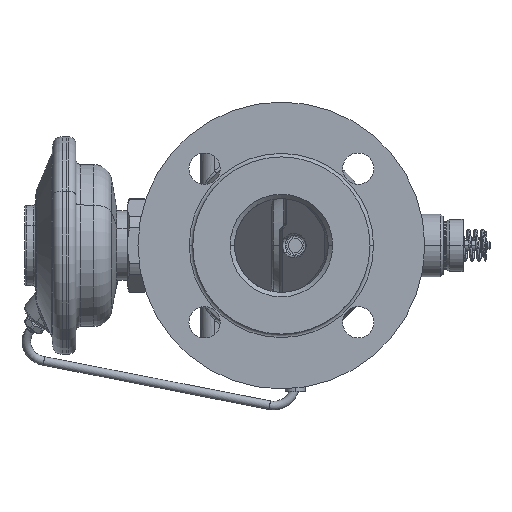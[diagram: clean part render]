
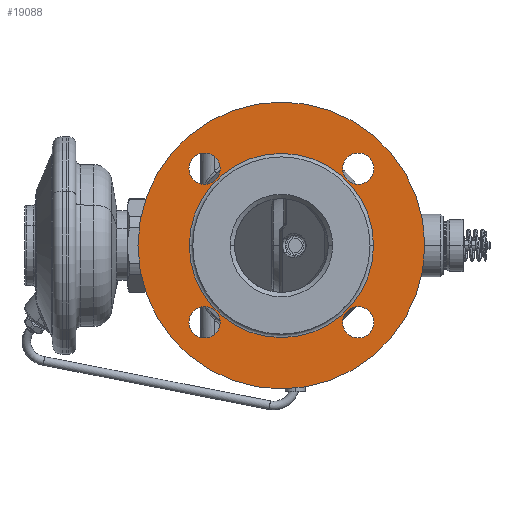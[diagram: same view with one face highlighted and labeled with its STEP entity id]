
A CAD part, left-side view. The second image highlights one B-rep face of the part: STEP entity #19088.
In plain terms, the highlighted planar face has unit normal (-1, 0, 0).
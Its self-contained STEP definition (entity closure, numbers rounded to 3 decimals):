
#822=CARTESIAN_POINT('',(-112.,-41.8,0.));
#823=DIRECTION('',(-1.,0.,0.));
#824=DIRECTION('',(0.,1.,0.));
#825=AXIS2_PLACEMENT_3D('',#822,#823,#824);
#827=CARTESIAN_POINT('',(-112.,-41.8,0.));
#828=DIRECTION('',(1.,0.,0.));
#829=DIRECTION('',(0.,1.,0.));
#830=AXIS2_PLACEMENT_3D('',#827,#828,#829);
#832=CARTESIAN_POINT('',(-112.,2.394,44.194));
#833=DIRECTION('',(-1.,0.,0.));
#834=DIRECTION('',(0.,0.,1.));
#835=AXIS2_PLACEMENT_3D('',#832,#833,#834);
#837=CARTESIAN_POINT('',(-112.,2.394,44.194));
#838=DIRECTION('',(-1.,0.,0.));
#839=DIRECTION('',(0.,0.,-1.));
#840=AXIS2_PLACEMENT_3D('',#837,#838,#839);
#842=CARTESIAN_POINT('',(-112.,2.394,-44.194));
#843=DIRECTION('',(-1.,0.,0.));
#844=DIRECTION('',(0.,0.,1.));
#845=AXIS2_PLACEMENT_3D('',#842,#843,#844);
#847=CARTESIAN_POINT('',(-112.,2.394,-44.194));
#848=DIRECTION('',(-1.,0.,0.));
#849=DIRECTION('',(0.,0.,-1.));
#850=AXIS2_PLACEMENT_3D('',#847,#848,#849);
#852=CARTESIAN_POINT('',(-112.,-85.994,-44.194));
#853=DIRECTION('',(-1.,0.,0.));
#854=DIRECTION('',(0.,0.,1.));
#855=AXIS2_PLACEMENT_3D('',#852,#853,#854);
#857=CARTESIAN_POINT('',(-112.,-85.994,-44.194));
#858=DIRECTION('',(-1.,0.,0.));
#859=DIRECTION('',(0.,0.,-1.));
#860=AXIS2_PLACEMENT_3D('',#857,#858,#859);
#862=CARTESIAN_POINT('',(-112.,-85.994,44.194));
#863=DIRECTION('',(-1.,0.,0.));
#864=DIRECTION('',(0.,0.,1.));
#865=AXIS2_PLACEMENT_3D('',#862,#863,#864);
#867=CARTESIAN_POINT('',(-112.,-85.994,44.194));
#868=DIRECTION('',(-1.,0.,0.));
#869=DIRECTION('',(0.,0.,-1.));
#870=AXIS2_PLACEMENT_3D('',#867,#868,#869);
#872=CARTESIAN_POINT('',(-112.,-41.8,0.));
#873=DIRECTION('',(1.,0.,0.));
#874=DIRECTION('',(0.,1.,0.));
#875=AXIS2_PLACEMENT_3D('',#872,#873,#874);
#887=CARTESIAN_POINT('',(-112.,-41.8,0.));
#888=DIRECTION('',(-1.,0.,0.));
#889=DIRECTION('',(0.,1.,0.));
#890=AXIS2_PLACEMENT_3D('',#887,#888,#889);
#16135=CARTESIAN_POINT('',(-112.,40.7,0.));
#16137=VERTEX_POINT('',#16135);
#16138=CARTESIAN_POINT('',(-112.,11.2,0.));
#16140=VERTEX_POINT('',#16138);
#16181=CARTESIAN_POINT('',(-112.,-124.3,0.));
#16183=VERTEX_POINT('',#16181);
#16184=CARTESIAN_POINT('',(-112.,-94.8,0.));
#16186=VERTEX_POINT('',#16184);
#16247=CARTESIAN_POINT('',(-112.,2.394,53.194));
#16248=CARTESIAN_POINT('',(-112.,2.394,35.194));
#16249=VERTEX_POINT('',#16247);
#16250=VERTEX_POINT('',#16248);
#16251=CARTESIAN_POINT('',(-112.,2.394,-35.194));
#16252=CARTESIAN_POINT('',(-112.,2.394,-53.194));
#16253=VERTEX_POINT('',#16251);
#16254=VERTEX_POINT('',#16252);
#16255=CARTESIAN_POINT('',(-112.,-85.994,-35.194));
#16256=CARTESIAN_POINT('',(-112.,-85.994,-53.194));
#16257=VERTEX_POINT('',#16255);
#16258=VERTEX_POINT('',#16256);
#16259=CARTESIAN_POINT('',(-112.,-85.994,53.194));
#16260=CARTESIAN_POINT('',(-112.,-85.994,35.194));
#16261=VERTEX_POINT('',#16259);
#16262=VERTEX_POINT('',#16260);
#19049=CARTESIAN_POINT('',(-112.,-41.8,0.));
#19050=DIRECTION('',(1.,0.,0.));
#19051=DIRECTION('',(0.,-1.,0.));
#19052=AXIS2_PLACEMENT_3D('',#19049,#19050,#19051);
#19053=PLANE('',#19052);
#19054=ORIENTED_EDGE('',*,*,#19042,.F.);
#19055=ORIENTED_EDGE('',*,*,#19031,.T.);
#19056=EDGE_LOOP('',(#19054,#19055));
#19057=FACE_OUTER_BOUND('',#19056,.F.);
#19059=ORIENTED_EDGE('',*,*,#19058,.F.);
#19061=ORIENTED_EDGE('',*,*,#19060,.T.);
#19062=EDGE_LOOP('',(#19059,#19061));
#19063=FACE_BOUND('',#19062,.F.);
#19065=ORIENTED_EDGE('',*,*,#19064,.T.);
#19067=ORIENTED_EDGE('',*,*,#19066,.T.);
#19068=EDGE_LOOP('',(#19065,#19067));
#19069=FACE_BOUND('',#19068,.F.);
#19071=ORIENTED_EDGE('',*,*,#19070,.T.);
#19073=ORIENTED_EDGE('',*,*,#19072,.T.);
#19074=EDGE_LOOP('',(#19071,#19073));
#19075=FACE_BOUND('',#19074,.F.);
#19077=ORIENTED_EDGE('',*,*,#19076,.T.);
#19079=ORIENTED_EDGE('',*,*,#19078,.T.);
#19080=EDGE_LOOP('',(#19077,#19079));
#19081=FACE_BOUND('',#19080,.F.);
#19083=ORIENTED_EDGE('',*,*,#19082,.T.);
#19085=ORIENTED_EDGE('',*,*,#19084,.T.);
#19086=EDGE_LOOP('',(#19083,#19085));
#19087=FACE_BOUND('',#19086,.F.);
#19088=ADVANCED_FACE('',(#19057,#19063,#19069,#19075,#19081,#19087),#19053,.F.);
#826=CIRCLE('',#825,82.5);
#831=CIRCLE('',#830,82.5);
#836=CIRCLE('',#835,9.);
#841=CIRCLE('',#840,9.);
#846=CIRCLE('',#845,9.);
#851=CIRCLE('',#850,9.);
#856=CIRCLE('',#855,9.);
#861=CIRCLE('',#860,9.);
#866=CIRCLE('',#865,9.);
#871=CIRCLE('',#870,9.);
#876=CIRCLE('',#875,53.);
#891=CIRCLE('',#890,53.);
#19031=EDGE_CURVE('',#16137,#16183,#831,.T.);
#19042=EDGE_CURVE('',#16137,#16183,#826,.T.);
#19058=EDGE_CURVE('',#16140,#16186,#876,.T.);
#19060=EDGE_CURVE('',#16140,#16186,#891,.T.);
#19064=EDGE_CURVE('',#16249,#16250,#836,.T.);
#19066=EDGE_CURVE('',#16250,#16249,#841,.T.);
#19070=EDGE_CURVE('',#16253,#16254,#846,.T.);
#19072=EDGE_CURVE('',#16254,#16253,#851,.T.);
#19076=EDGE_CURVE('',#16257,#16258,#856,.T.);
#19078=EDGE_CURVE('',#16258,#16257,#861,.T.);
#19082=EDGE_CURVE('',#16261,#16262,#866,.T.);
#19084=EDGE_CURVE('',#16262,#16261,#871,.T.);
